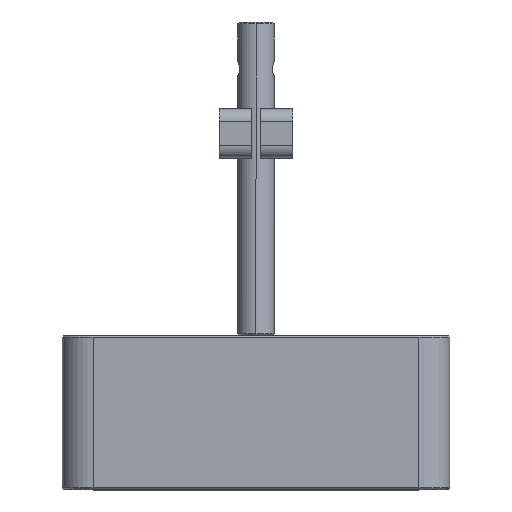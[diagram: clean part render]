
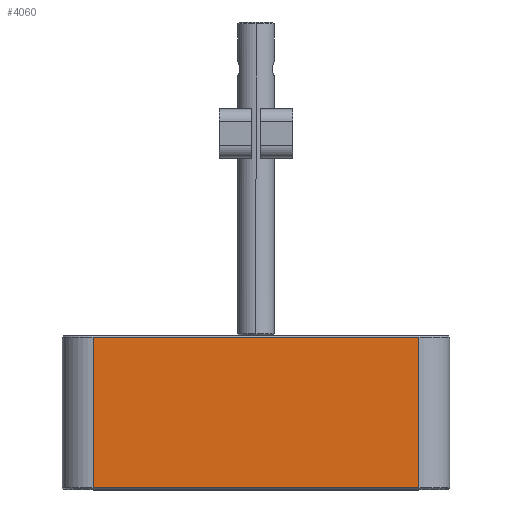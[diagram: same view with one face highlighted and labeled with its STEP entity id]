
A CAD part, top view. The second image highlights one B-rep face of the part: STEP entity #4060.
In plain terms, the highlighted planar face has unit normal (0, 0, 1).
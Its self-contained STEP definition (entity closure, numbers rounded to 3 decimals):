
#194 = CARTESIAN_POINT ( 'NONE',  ( -26.5, -12.5, 30. ) ) ;
#546 = VECTOR ( 'NONE', #616, 1000. ) ;
#604 = CARTESIAN_POINT ( 'NONE',  ( 26.5, -12.25, 30. ) ) ;
#616 = DIRECTION ( 'NONE',  ( 1., 0., 0. ) ) ;
#814 = AXIS2_PLACEMENT_3D ( 'NONE', #3981, #1820, #4700 ) ;
#1003 = ORIENTED_EDGE ( 'NONE', *, *, #1285, .T. ) ;
#1031 = PLANE ( 'NONE',  #814 ) ;
#1285 = EDGE_CURVE ( 'NONE', #4828, #4443, #8914, .T. ) ;
#1820 = DIRECTION ( 'NONE',  ( 0., 0., 1. ) ) ;
#2262 = CARTESIAN_POINT ( 'NONE',  ( 26.5, 12.25, 30. ) ) ;
#2464 = VECTOR ( 'NONE', #6635, 1000. ) ;
#3147 = ORIENTED_EDGE ( 'NONE', *, *, #6618, .T. ) ;
#3340 = EDGE_LOOP ( 'NONE', ( #5749, #7348, #1003, #3147 ) ) ;
#3981 = CARTESIAN_POINT ( 'NONE',  ( 0., 0., 30. ) ) ;
#4060 = ADVANCED_FACE ( 'NONE', ( #4370 ), #1031, .T. ) ;
#4306 = EDGE_CURVE ( 'NONE', #5832, #4828, #7217, .T. ) ;
#4368 = CARTESIAN_POINT ( 'NONE',  ( 26.5, -12.25, 30. ) ) ;
#4370 = FACE_OUTER_BOUND ( 'NONE', #3340, .T. ) ;
#4422 = CARTESIAN_POINT ( 'NONE',  ( -26.5, 12.25, 30. ) ) ;
#4443 = VERTEX_POINT ( 'NONE', #5079 ) ;
#4700 = DIRECTION ( 'NONE',  ( 1., 0., 0. ) ) ;
#4749 = LINE ( 'NONE', #4939, #5206 ) ;
#4828 = VERTEX_POINT ( 'NONE', #5828 ) ;
#4939 = CARTESIAN_POINT ( 'NONE',  ( 26.5, 12.5, 30. ) ) ;
#5079 = CARTESIAN_POINT ( 'NONE',  ( -26.5, -12.25, 30. ) ) ;
#5206 = VECTOR ( 'NONE', #8625, 1000. ) ;
#5749 = ORIENTED_EDGE ( 'NONE', *, *, #8722, .T. ) ;
#5828 = CARTESIAN_POINT ( 'NONE',  ( -26.5, 12.25, 30. ) ) ;
#5832 = VERTEX_POINT ( 'NONE', #2262 ) ;
#6475 = LINE ( 'NONE', #4368, #546 ) ;
#6618 = EDGE_CURVE ( 'NONE', #4443, #7295, #6475, .T. ) ;
#6635 = DIRECTION ( 'NONE',  ( -1., 0., 0. ) ) ;
#7217 = LINE ( 'NONE', #4422, #2464 ) ;
#7295 = VERTEX_POINT ( 'NONE', #604 ) ;
#7348 = ORIENTED_EDGE ( 'NONE', *, *, #4306, .T. ) ;
#8312 = DIRECTION ( 'NONE',  ( 0., -1., 0. ) ) ;
#8625 = DIRECTION ( 'NONE',  ( 0., 1., 0. ) ) ;
#8722 = EDGE_CURVE ( 'NONE', #7295, #5832, #4749, .T. ) ;
#8914 = LINE ( 'NONE', #194, #9265 ) ;
#9265 = VECTOR ( 'NONE', #8312, 1000. ) ;
